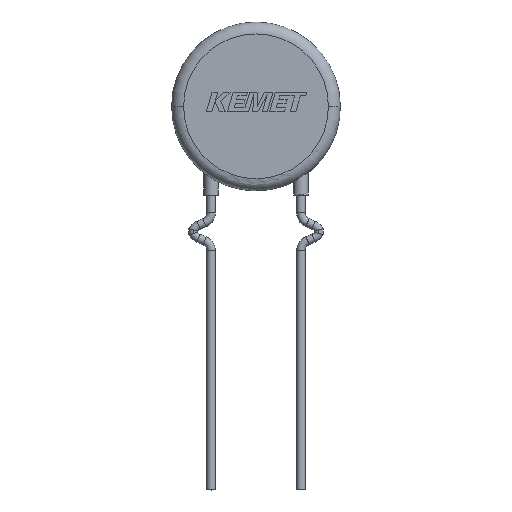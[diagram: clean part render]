
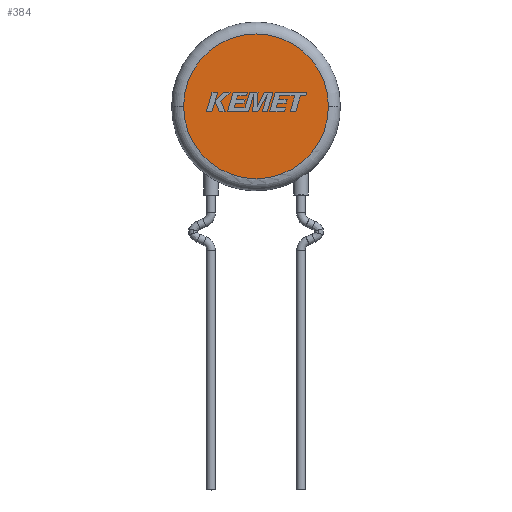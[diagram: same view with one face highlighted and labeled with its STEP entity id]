
A CAD part, top view. The second image highlights one B-rep face of the part: STEP entity #384.
In plain terms, the highlighted planar face has unit normal (0, 0, 1).
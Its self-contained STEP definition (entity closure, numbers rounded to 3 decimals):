
#69 = EDGE_CURVE ( 'NONE', #3549, #3025, #124, .T. ) ;
#124 = CIRCLE ( 'NONE', #2736, 6.05 ) ;
#185 = CARTESIAN_POINT ( 'NONE',  ( 0., 0., 5. ) ) ;
#384 = ADVANCED_FACE ( 'NONE', ( #4576 ), #490, .T. ) ;
#490 = PLANE ( 'NONE',  #2262 ) ;
#610 = DIRECTION ( 'NONE',  ( 1., 0., 0. ) ) ;
#859 = AXIS2_PLACEMENT_3D ( 'NONE', #2064, #1289, #610 ) ;
#1289 = DIRECTION ( 'NONE',  ( 0., 0., 1. ) ) ;
#2064 = CARTESIAN_POINT ( 'NONE',  ( 0., 0., 5. ) ) ;
#2067 = DIRECTION ( 'NONE',  ( 1., 0., 0. ) ) ;
#2083 = DIRECTION ( 'NONE',  ( 0., 0., 1. ) ) ;
#2262 = AXIS2_PLACEMENT_3D ( 'NONE', #2838, #2083, #4674 ) ;
#2435 = CARTESIAN_POINT ( 'NONE',  ( -6.05, 0., 5. ) ) ;
#2531 = EDGE_CURVE ( 'NONE', #3025, #3549, #3468, .T. ) ;
#2736 = AXIS2_PLACEMENT_3D ( 'NONE', #185, #4701, #2067 ) ;
#2838 = CARTESIAN_POINT ( 'NONE',  ( 0., 0., 5. ) ) ;
#3025 = VERTEX_POINT ( 'NONE', #4457 ) ;
#3468 = CIRCLE ( 'NONE', #859, 6.05 ) ;
#3499 = ORIENTED_EDGE ( 'NONE', *, *, #2531, .T. ) ;
#3549 = VERTEX_POINT ( 'NONE', #2435 ) ;
#3613 = ORIENTED_EDGE ( 'NONE', *, *, #69, .T. ) ;
#4457 = CARTESIAN_POINT ( 'NONE',  ( 6.05, 0., 5. ) ) ;
#4552 = EDGE_LOOP ( 'NONE', ( #3499, #3613 ) ) ;
#4576 = FACE_OUTER_BOUND ( 'NONE', #4552, .T. ) ;
#4674 = DIRECTION ( 'NONE',  ( 1., 0., 0. ) ) ;
#4701 = DIRECTION ( 'NONE',  ( 0., 0., 1. ) ) ;
